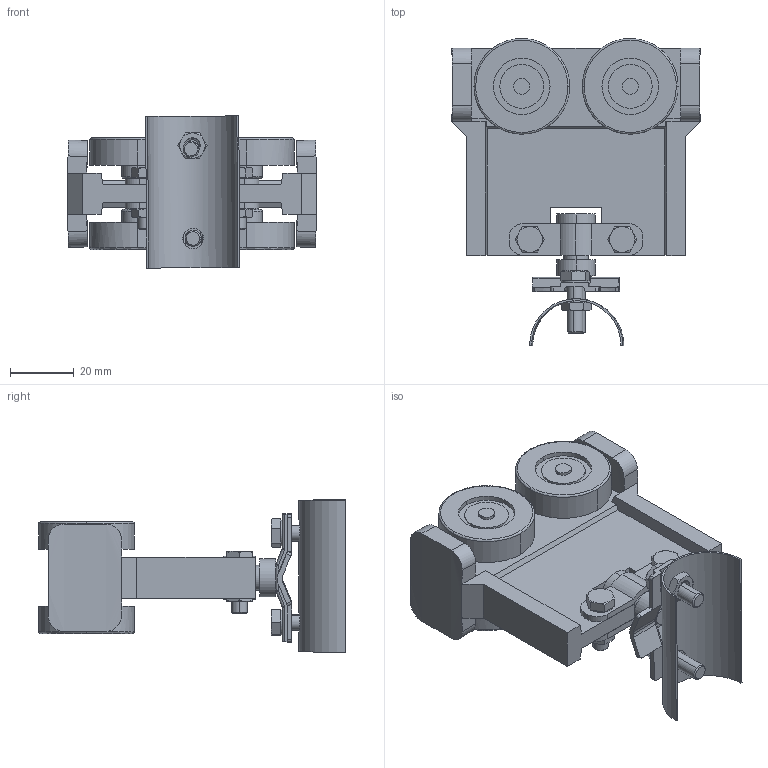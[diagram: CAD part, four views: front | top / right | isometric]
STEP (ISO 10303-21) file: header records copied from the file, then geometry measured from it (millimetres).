
FILE_DESCRIPTION (( 'STEP AP203' ), '1' );
FILE_NAME ('1.25.L00.STEP', '2018-04-12T09:19:04', ( '' ), ( '' ), 'SwSTEP 2.0', 'SolidWorks 2017', '' );
FILE_SCHEMA (( 'CONFIG_CONTROL_DESIGN' ));
Length unit declared in the file: millimetre
Products named in the file (1): 1.25.L00
Bounding box: 78 x 96.2 x 47.72 mm (x, y, z)
Volume: 72630.5 mm3; surface area: 42251.9 mm2
Topology: 41 solids, 41 shells, 701 faces, 1702 edges, 1040 vertices
Faces by surface type: plane 243, cylinder 218, cone 138, bspline 94, torus 8
Entity records: 23109 total; most frequent: CARTESIAN_POINT 7339, ORIENTED_EDGE 3284, DIRECTION 3250, EDGE_CURVE 1642, AXIS2_PLACEMENT_3D 1291, VERTEX_POINT 1040, EDGE_LOOP 774, ADVANCED_FACE 701
